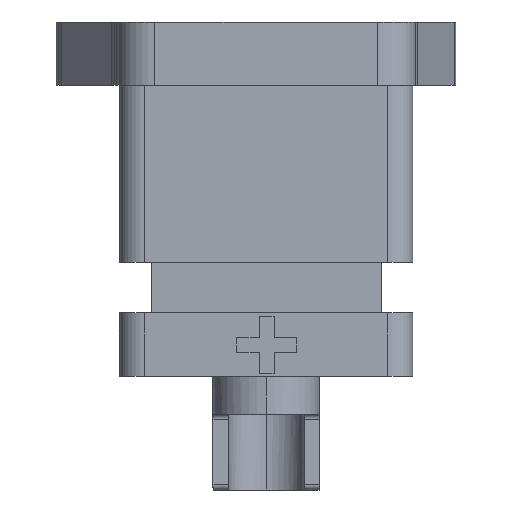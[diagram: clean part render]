
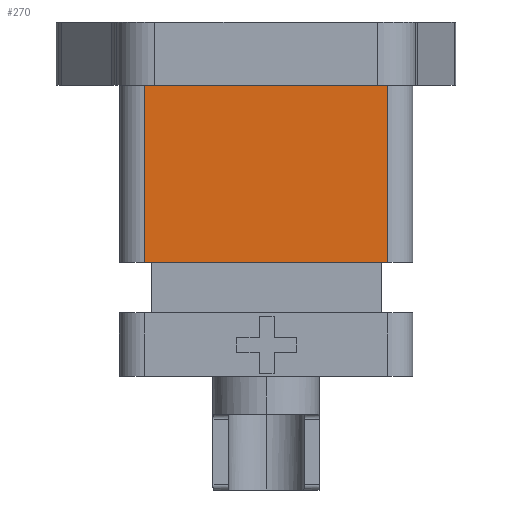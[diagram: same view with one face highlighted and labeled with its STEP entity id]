
A CAD part, left-side view. The second image highlights one B-rep face of the part: STEP entity #270.
In plain terms, the highlighted planar face has unit normal (-1, 0, 0).
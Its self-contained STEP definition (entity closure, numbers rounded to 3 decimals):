
#16 = EDGE_LOOP ( 'NONE', ( #675, #509, #862, #2689 ) ) ;
#270 = ADVANCED_FACE ( 'NONE', ( #1102 ), #732, .T. ) ;
#406 = VERTEX_POINT ( 'NONE', #2003 ) ;
#496 = EDGE_CURVE ( 'NONE', #2025, #2702, #4272, .T. ) ;
#509 = ORIENTED_EDGE ( 'NONE', *, *, #4770, .T. ) ;
#539 = VECTOR ( 'NONE', #4711, 1000. ) ;
#675 = ORIENTED_EDGE ( 'NONE', *, *, #496, .T. ) ;
#732 = PLANE ( 'NONE',  #3598 ) ;
#862 = ORIENTED_EDGE ( 'NONE', *, *, #1361, .T. ) ;
#1102 = FACE_OUTER_BOUND ( 'NONE', #16, .T. ) ;
#1361 = EDGE_CURVE ( 'NONE', #4718, #406, #3759, .T. ) ;
#1362 = DIRECTION ( 'NONE',  ( 0., -1., 0. ) ) ;
#1676 = CARTESIAN_POINT ( 'NONE',  ( -9.4, 4.8, -7. ) ) ;
#1780 = CARTESIAN_POINT ( 'NONE',  ( -9.4, 4.8, -11.5 ) ) ;
#1827 = CARTESIAN_POINT ( 'NONE',  ( -9.4, -5.8, 0. ) ) ;
#2003 = CARTESIAN_POINT ( 'NONE',  ( -9.4, -4.8, 0. ) ) ;
#2025 = VERTEX_POINT ( 'NONE', #5052 ) ;
#2670 = LINE ( 'NONE', #4268, #539 ) ;
#2689 = ORIENTED_EDGE ( 'NONE', *, *, #4224, .F. ) ;
#2702 = VERTEX_POINT ( 'NONE', #1676 ) ;
#3108 = CARTESIAN_POINT ( 'NONE',  ( -9.4, -4.8, -7. ) ) ;
#3175 = DIRECTION ( 'NONE',  ( 0., 0., 1. ) ) ;
#3397 = VECTOR ( 'NONE', #4158, 1000. ) ;
#3598 = AXIS2_PLACEMENT_3D ( 'NONE', #3869, #4358, #3175 ) ;
#3626 = VECTOR ( 'NONE', #1362, 1000. ) ;
#3754 = VECTOR ( 'NONE', #3884, 1000. ) ;
#3759 = LINE ( 'NONE', #4519, #3397 ) ;
#3869 = CARTESIAN_POINT ( 'NONE',  ( -9.4, -5.8, -11.5 ) ) ;
#3884 = DIRECTION ( 'NONE',  ( 0., 0., -1. ) ) ;
#4158 = DIRECTION ( 'NONE',  ( 0., 0., 1. ) ) ;
#4224 = EDGE_CURVE ( 'NONE', #2025, #406, #4899, .T. ) ;
#4268 = CARTESIAN_POINT ( 'NONE',  ( -9.4, -5.8, -7. ) ) ;
#4272 = LINE ( 'NONE', #1780, #3754 ) ;
#4358 = DIRECTION ( 'NONE',  ( -1., 0., 0. ) ) ;
#4519 = CARTESIAN_POINT ( 'NONE',  ( -9.4, -4.8, -11.5 ) ) ;
#4711 = DIRECTION ( 'NONE',  ( 0., -1., 0. ) ) ;
#4718 = VERTEX_POINT ( 'NONE', #3108 ) ;
#4770 = EDGE_CURVE ( 'NONE', #2702, #4718, #2670, .T. ) ;
#4899 = LINE ( 'NONE', #1827, #3626 ) ;
#5052 = CARTESIAN_POINT ( 'NONE',  ( -9.4, 4.8, 0. ) ) ;
